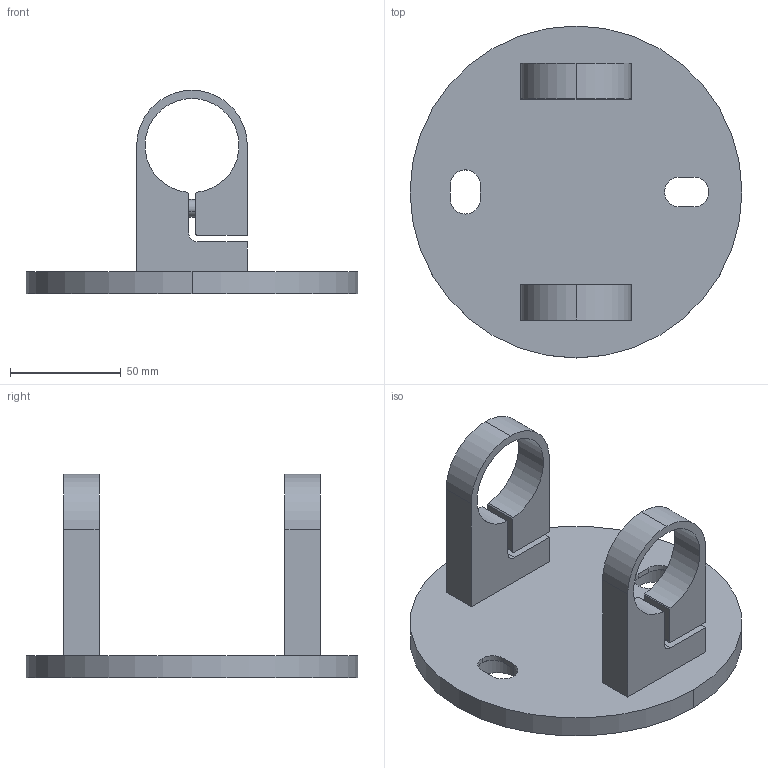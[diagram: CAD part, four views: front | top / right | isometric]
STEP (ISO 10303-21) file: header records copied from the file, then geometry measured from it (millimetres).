
FILE_DESCRIPTION (( 'STEP AP214' ), '1' );
FILE_NAME ('1806212C.STEP', '2019-12-11T12:24:10', ( '' ), ( '' ), 'SwSTEP 2.0', 'SolidWorks 2019', '' );
FILE_SCHEMA (( 'AUTOMOTIVE_DESIGN' ));
Length unit declared in the file: millimetre
Products named in the file (1): 1806212C
Bounding box: 150 x 150 x 92 mm (x, y, z)
Volume: 237118.2 mm3; surface area: 66597.6 mm2
Topology: 3 solids, 3 shells, 135 faces, 340 edges, 213 vertices
Faces by surface type: plane 66, cylinder 53, cone 12, torus 4
Entity records: 5594 total; most frequent: DIRECTION 747, CARTESIAN_POINT 685, ORIENTED_EDGE 672, EDGE_CURVE 336, AXIS2_PLACEMENT_3D 275, VERTEX_POINT 213, VECTOR 197, LINE 197
